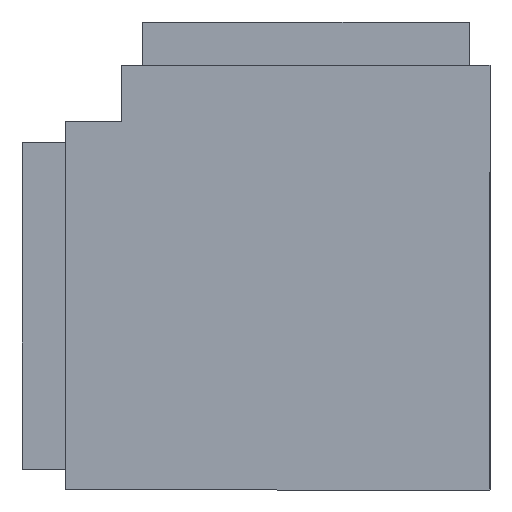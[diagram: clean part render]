
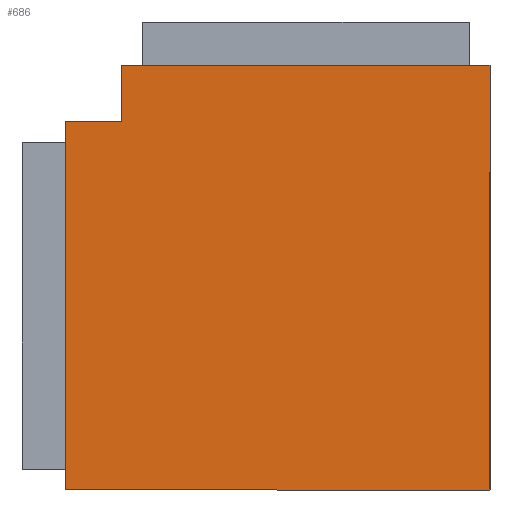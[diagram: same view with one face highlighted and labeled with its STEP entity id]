
A CAD part, front view. The second image highlights one B-rep face of the part: STEP entity #686.
In plain terms, the highlighted planar face has unit normal (0, -1, 0).
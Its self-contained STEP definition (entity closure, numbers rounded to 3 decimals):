
#7 = EDGE_CURVE ( 'NONE', #187, #408, #862, .T. ) ;
#54 = AXIS2_PLACEMENT_3D ( 'NONE', #764, #230, #844 ) ;
#92 = VERTEX_POINT ( 'NONE', #557 ) ;
#96 = CARTESIAN_POINT ( 'NONE',  ( 0., 0., 247. ) ) ;
#143 = CARTESIAN_POINT ( 'NONE',  ( -247., 0., 214. ) ) ;
#174 = CARTESIAN_POINT ( 'NONE',  ( -247., 0., 0. ) ) ;
#178 = LINE ( 'NONE', #143, #794 ) ;
#187 = VERTEX_POINT ( 'NONE', #96 ) ;
#200 = VERTEX_POINT ( 'NONE', #998 ) ;
#223 = EDGE_CURVE ( 'NONE', #92, #200, #382, .T. ) ;
#230 = DIRECTION ( 'NONE',  ( 0., -1., 0. ) ) ;
#305 = ORIENTED_EDGE ( 'NONE', *, *, #1081, .F. ) ;
#322 = VERTEX_POINT ( 'NONE', #1386 ) ;
#347 = ORIENTED_EDGE ( 'NONE', *, *, #1457, .T. ) ;
#382 = LINE ( 'NONE', #517, #1034 ) ;
#408 = VERTEX_POINT ( 'NONE', #815 ) ;
#430 = VECTOR ( 'NONE', #454, 1000. ) ;
#442 = ORIENTED_EDGE ( 'NONE', *, *, #7, .F. ) ;
#449 = DIRECTION ( 'NONE',  ( 0., 0., -1. ) ) ;
#454 = DIRECTION ( 'NONE',  ( 1., 0., 0. ) ) ;
#493 = DIRECTION ( 'NONE',  ( -1., 0., 0. ) ) ;
#517 = CARTESIAN_POINT ( 'NONE',  ( -214., 0., 247. ) ) ;
#522 = VECTOR ( 'NONE', #449, 1000. ) ;
#557 = CARTESIAN_POINT ( 'NONE',  ( -214., 0., 247. ) ) ;
#587 = EDGE_CURVE ( 'NONE', #1036, #322, #932, .T. ) ;
#593 = VECTOR ( 'NONE', #676, 1000. ) ;
#594 = PLANE ( 'NONE',  #54 ) ;
#638 = EDGE_CURVE ( 'NONE', #408, #1036, #713, .T. ) ;
#674 = CARTESIAN_POINT ( 'NONE',  ( 0., 0., 0. ) ) ;
#676 = DIRECTION ( 'NONE',  ( 0., 0., 1. ) ) ;
#686 = ADVANCED_FACE ( 'NONE', ( #1053 ), #594, .T. ) ;
#713 = LINE ( 'NONE', #1105, #1035 ) ;
#764 = CARTESIAN_POINT ( 'NONE',  ( 0., 0., 0. ) ) ;
#794 = VECTOR ( 'NONE', #1112, 1000. ) ;
#808 = LINE ( 'NONE', #1295, #430 ) ;
#815 = CARTESIAN_POINT ( 'NONE',  ( 0., 0., 0. ) ) ;
#844 = DIRECTION ( 'NONE',  ( 0., 0., -1. ) ) ;
#862 = LINE ( 'NONE', #674, #522 ) ;
#868 = CARTESIAN_POINT ( 'NONE',  ( -247., 0., 0. ) ) ;
#932 = LINE ( 'NONE', #868, #593 ) ;
#953 = ORIENTED_EDGE ( 'NONE', *, *, #587, .F. ) ;
#998 = CARTESIAN_POINT ( 'NONE',  ( -214., 0., 214. ) ) ;
#1034 = VECTOR ( 'NONE', #1229, 1000. ) ;
#1035 = VECTOR ( 'NONE', #493, 1000. ) ;
#1036 = VERTEX_POINT ( 'NONE', #174 ) ;
#1053 = FACE_OUTER_BOUND ( 'NONE', #1507, .T. ) ;
#1081 = EDGE_CURVE ( 'NONE', #92, #187, #808, .T. ) ;
#1105 = CARTESIAN_POINT ( 'NONE',  ( 0., 0., 0. ) ) ;
#1112 = DIRECTION ( 'NONE',  ( -1., 0., 0. ) ) ;
#1200 = ORIENTED_EDGE ( 'NONE', *, *, #223, .T. ) ;
#1229 = DIRECTION ( 'NONE',  ( 0., 0., -1. ) ) ;
#1295 = CARTESIAN_POINT ( 'NONE',  ( 0., 0., 247. ) ) ;
#1386 = CARTESIAN_POINT ( 'NONE',  ( -247., 0., 214. ) ) ;
#1457 = EDGE_CURVE ( 'NONE', #200, #322, #178, .T. ) ;
#1507 = EDGE_LOOP ( 'NONE', ( #347, #953, #1536, #442, #305, #1200 ) ) ;
#1536 = ORIENTED_EDGE ( 'NONE', *, *, #638, .F. ) ;
